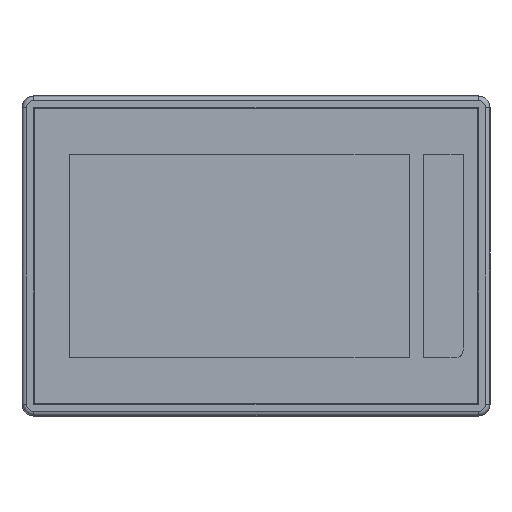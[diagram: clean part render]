
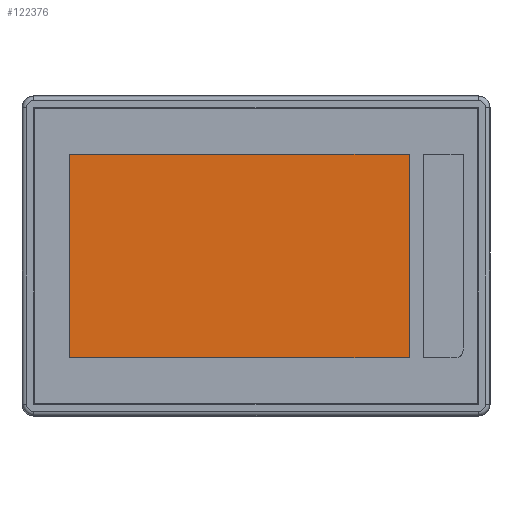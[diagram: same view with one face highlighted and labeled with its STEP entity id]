
A CAD part, top view. The second image highlights one B-rep face of the part: STEP entity #122376.
In plain terms, the highlighted planar face has unit normal (0, 0, 1).
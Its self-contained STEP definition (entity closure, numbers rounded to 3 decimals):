
#8544=FACE_OUTER_BOUND('',#15265,.T.);
#15265=EDGE_LOOP('',(#84242,#84243,#84244,#84245));
#22850=LINE('',#174965,#36698);
#22851=LINE('',#174967,#36699);
#22852=LINE('',#174969,#36700);
#22853=LINE('',#174970,#36701);
#36698=VECTOR('',#140869,19.89);
#36699=VECTOR('',#140870,13.25);
#36700=VECTOR('',#140871,19.89);
#36701=VECTOR('',#140872,13.25);
#53446=VERTEX_POINT('',#174963);
#53447=VERTEX_POINT('',#174964);
#53448=VERTEX_POINT('',#174966);
#53449=VERTEX_POINT('',#174968);
#65348=EDGE_CURVE('',#53446,#53447,#22850,.T.);
#65349=EDGE_CURVE('',#53447,#53448,#22851,.T.);
#65350=EDGE_CURVE('',#53448,#53449,#22852,.T.);
#65351=EDGE_CURVE('',#53449,#53446,#22853,.T.);
#84242=ORIENTED_EDGE('',*,*,#65348,.T.);
#84243=ORIENTED_EDGE('',*,*,#65349,.T.);
#84244=ORIENTED_EDGE('',*,*,#65350,.T.);
#84245=ORIENTED_EDGE('',*,*,#65351,.T.);
#117355=PLANE('',#129361);
#122376=ADVANCED_FACE('',(#8544),#117355,.T.);
#129361=AXIS2_PLACEMENT_3D('',#174962,#140867,#140868);
#140867=DIRECTION('center_axis',(0.,0.,1.));
#140868=DIRECTION('ref_axis',(1.,0.,0.));
#140869=DIRECTION('',(-1.,0.,0.));
#140870=DIRECTION('',(0.,-1.,0.));
#140871=DIRECTION('',(1.,0.,0.));
#140872=DIRECTION('',(0.,1.,0.));
#174962=CARTESIAN_POINT('Origin',(0.,0.,0.53));
#174963=CARTESIAN_POINT('',(9.945,6.625,0.53));
#174964=CARTESIAN_POINT('',(-9.945,6.625,0.53));
#174965=CARTESIAN_POINT('',(9.945,6.625,0.53));
#174966=CARTESIAN_POINT('',(-9.945,-6.625,0.53));
#174967=CARTESIAN_POINT('',(-9.945,6.625,0.53));
#174968=CARTESIAN_POINT('',(9.945,-6.625,0.53));
#174969=CARTESIAN_POINT('',(-9.945,-6.625,0.53));
#174970=CARTESIAN_POINT('',(9.945,-6.625,0.53));
